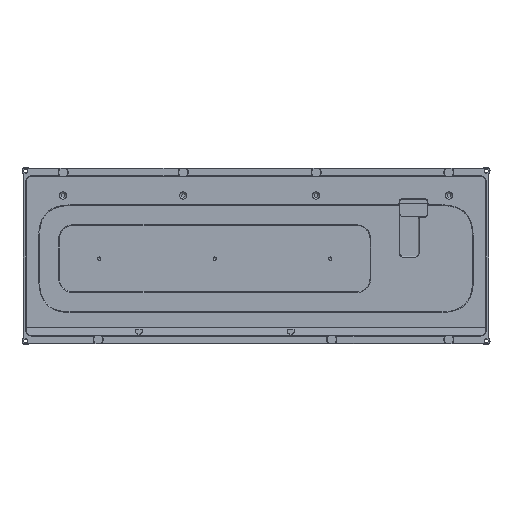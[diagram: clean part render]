
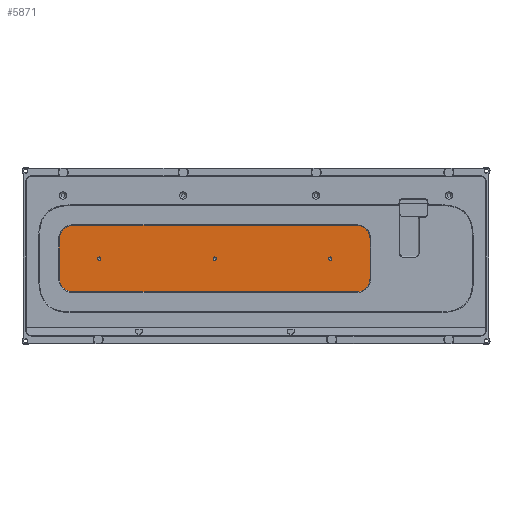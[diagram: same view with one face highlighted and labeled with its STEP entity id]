
A CAD part, top view. The second image highlights one B-rep face of the part: STEP entity #5871.
In plain terms, the highlighted planar face has unit normal (0, 0, 1).
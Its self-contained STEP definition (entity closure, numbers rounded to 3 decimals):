
#175=FACE_BOUND('',#1257,.T.);
#176=FACE_BOUND('',#1258,.T.);
#177=FACE_BOUND('',#1259,.T.);
#417=CIRCLE('',#6450,10.1);
#418=CIRCLE('',#6453,10.1);
#419=CIRCLE('',#6456,10.1);
#420=CIRCLE('',#6458,10.1);
#422=CIRCLE('',#6464,1.265);
#424=CIRCLE('',#6468,1.265);
#426=CIRCLE('',#6472,1.265);
#890=FACE_OUTER_BOUND('',#1256,.T.);
#1256=EDGE_LOOP('',(#5093,#5094,#5095,#5096,#5097,#5098,#5099,#5100));
#1257=EDGE_LOOP('',(#5101));
#1258=EDGE_LOOP('',(#5102));
#1259=EDGE_LOOP('',(#5103));
#1789=LINE('',#10581,#2297);
#1793=LINE('',#10590,#2301);
#1798=LINE('',#10607,#2306);
#1799=LINE('',#10609,#2307);
#2297=VECTOR('',#8005,10.);
#2301=VECTOR('',#8015,10.);
#2306=VECTOR('',#8036,10.);
#2307=VECTOR('',#8039,10.);
#2840=VERTEX_POINT('',#10578);
#2841=VERTEX_POINT('',#10580);
#2842=VERTEX_POINT('',#10584);
#2843=VERTEX_POINT('',#10588);
#2844=VERTEX_POINT('',#10592);
#2845=VERTEX_POINT('',#10597);
#2846=VERTEX_POINT('',#10601);
#2847=VERTEX_POINT('',#10603);
#2850=VERTEX_POINT('',#10616);
#2853=VERTEX_POINT('',#10625);
#2856=VERTEX_POINT('',#10634);
#3631=EDGE_CURVE('',#2840,#2841,#1789,.T.);
#3634=EDGE_CURVE('',#2840,#2842,#417,.T.);
#3636=EDGE_CURVE('',#2843,#2842,#1793,.T.);
#3638=EDGE_CURVE('',#2843,#2844,#418,.T.);
#3639=EDGE_CURVE('',#2845,#2841,#419,.T.);
#3642=EDGE_CURVE('',#2847,#2846,#420,.T.);
#3644=EDGE_CURVE('',#2845,#2846,#1798,.T.);
#3645=EDGE_CURVE('',#2847,#2844,#1799,.T.);
#3648=EDGE_CURVE('',#2850,#2850,#422,.T.);
#3652=EDGE_CURVE('',#2853,#2853,#424,.T.);
#3656=EDGE_CURVE('',#2856,#2856,#426,.T.);
#5093=ORIENTED_EDGE('',*,*,#3634,.T.);
#5094=ORIENTED_EDGE('',*,*,#3636,.F.);
#5095=ORIENTED_EDGE('',*,*,#3638,.T.);
#5096=ORIENTED_EDGE('',*,*,#3645,.F.);
#5097=ORIENTED_EDGE('',*,*,#3642,.T.);
#5098=ORIENTED_EDGE('',*,*,#3644,.F.);
#5099=ORIENTED_EDGE('',*,*,#3639,.T.);
#5100=ORIENTED_EDGE('',*,*,#3631,.F.);
#5101=ORIENTED_EDGE('',*,*,#3648,.T.);
#5102=ORIENTED_EDGE('',*,*,#3652,.T.);
#5103=ORIENTED_EDGE('',*,*,#3656,.T.);
#5585=PLANE('',#6473);
#5871=ADVANCED_FACE('',(#890,#175,#176,#177),#5585,.F.);
#6450=AXIS2_PLACEMENT_3D('',#10586,#8010,#8011);
#6453=AXIS2_PLACEMENT_3D('',#10594,#8019,#8020);
#6456=AXIS2_PLACEMENT_3D('',#10598,#8025,#8026);
#6458=AXIS2_PLACEMENT_3D('',#10604,#8031,#8032);
#6464=AXIS2_PLACEMENT_3D('',#10617,#8047,#8048);
#6468=AXIS2_PLACEMENT_3D('',#10626,#8057,#8058);
#6472=AXIS2_PLACEMENT_3D('',#10635,#8067,#8068);
#6473=AXIS2_PLACEMENT_3D('',#10637,#8070,#8071);
#8005=DIRECTION('',(0.,-1.,0.));
#8010=DIRECTION('center_axis',(0.,0.,1.));
#8011=DIRECTION('ref_axis',(0.707,0.707,0.));
#8015=DIRECTION('',(1.,0.,0.));
#8019=DIRECTION('center_axis',(0.,0.,1.));
#8020=DIRECTION('ref_axis',(-0.707,0.707,0.));
#8025=DIRECTION('center_axis',(0.,0.,1.));
#8026=DIRECTION('ref_axis',(0.707,-0.707,0.));
#8031=DIRECTION('center_axis',(0.,0.,1.));
#8032=DIRECTION('ref_axis',(-0.707,-0.707,0.));
#8036=DIRECTION('',(-1.,0.,0.));
#8039=DIRECTION('',(0.,1.,0.));
#8047=DIRECTION('center_axis',(0.,0.,-1.));
#8048=DIRECTION('ref_axis',(1.,0.,0.));
#8057=DIRECTION('center_axis',(0.,0.,-1.));
#8058=DIRECTION('ref_axis',(1.,0.,0.));
#8067=DIRECTION('center_axis',(0.,0.,-1.));
#8068=DIRECTION('ref_axis',(1.,0.,0.));
#8070=DIRECTION('center_axis',(0.,0.,-1.));
#8071=DIRECTION('ref_axis',(-1.,0.,0.));
#10578=CARTESIAN_POINT('',(259.7,-46.625,-13.1));
#10580=CARTESIAN_POINT('',(259.7,-76.438,-13.1));
#10581=CARTESIAN_POINT('',(259.7,-36.525,-13.1));
#10584=CARTESIAN_POINT('',(249.6,-36.525,-13.1));
#10586=CARTESIAN_POINT('Origin',(249.6,-46.625,-13.1));
#10588=CARTESIAN_POINT('',(35.875,-36.525,-13.1));
#10590=CARTESIAN_POINT('',(25.775,-36.525,-13.1));
#10592=CARTESIAN_POINT('',(25.775,-46.625,-13.1));
#10594=CARTESIAN_POINT('Origin',(35.875,-46.625,-13.1));
#10597=CARTESIAN_POINT('',(249.6,-86.538,-13.1));
#10598=CARTESIAN_POINT('Origin',(249.6,-76.438,-13.1));
#10601=CARTESIAN_POINT('',(35.875,-86.538,-13.1));
#10603=CARTESIAN_POINT('',(25.775,-76.438,-13.1));
#10604=CARTESIAN_POINT('Origin',(35.875,-76.438,-13.1));
#10607=CARTESIAN_POINT('',(259.7,-86.538,-13.1));
#10609=CARTESIAN_POINT('',(25.775,-86.538,-13.1));
#10616=CARTESIAN_POINT('',(228.436,-61.531,-13.1));
#10617=CARTESIAN_POINT('Origin',(229.7,-61.531,-13.1));
#10625=CARTESIAN_POINT('',(54.511,-61.531,-13.1));
#10626=CARTESIAN_POINT('Origin',(55.775,-61.531,-13.1));
#10634=CARTESIAN_POINT('',(141.473,-61.531,-13.1));
#10635=CARTESIAN_POINT('Origin',(142.738,-61.531,-13.1));
#10637=CARTESIAN_POINT('Origin',(142.738,-61.531,-13.1));
